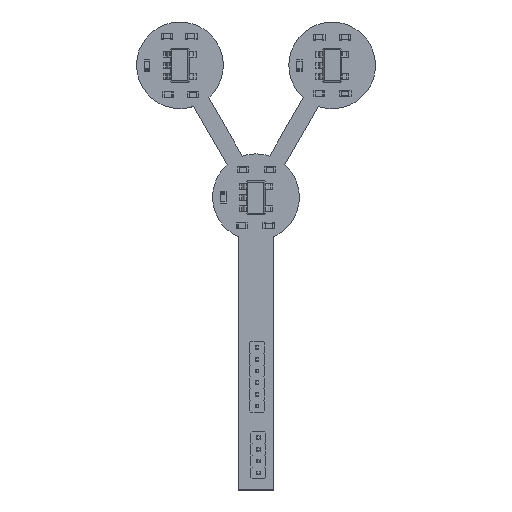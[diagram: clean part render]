
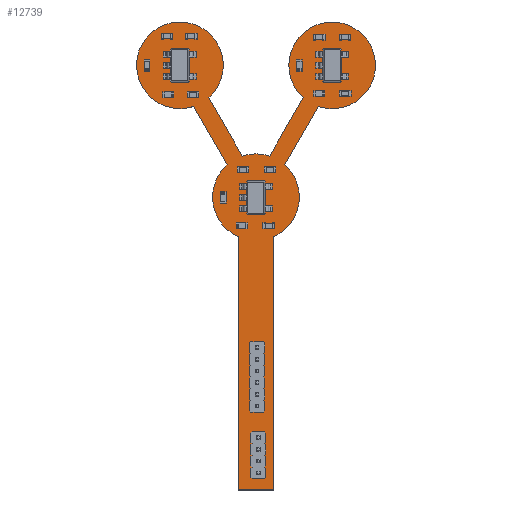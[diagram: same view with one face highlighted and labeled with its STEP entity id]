
A CAD part, top view. The second image highlights one B-rep face of the part: STEP entity #12739.
In plain terms, the highlighted planar face has unit normal (0, 0, 1).
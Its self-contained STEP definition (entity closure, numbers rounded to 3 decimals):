
#12415 = VERTEX_POINT('',#12416);
#12416 = CARTESIAN_POINT('',(150.539,-72.763,0.2));
#12422 = EDGE_CURVE('',#12415,#12423,#12425,.T.);
#12423 = VERTEX_POINT('',#12424);
#12424 = CARTESIAN_POINT('',(152.023,-73.571,0.2));
#12425 = CIRCLE('',#12426,3.702);
#12426 = AXIS2_PLACEMENT_3D('',#12427,#12428,#12429);
#12427 = CARTESIAN_POINT('',(153.005,-70.002,0.2));
#12428 = DIRECTION('',(0.,-0.,-1.));
#12429 = DIRECTION('',(-0.666,-0.746,0.));
#12457 = VERTEX_POINT('',#12458);
#12458 = CARTESIAN_POINT('',(147.662,-77.745,0.2));
#12464 = EDGE_CURVE('',#12457,#12415,#12465,.T.);
#12465 = LINE('',#12466,#12467);
#12466 = CARTESIAN_POINT('',(147.662,-77.745,0.2));
#12467 = VECTOR('',#12468,1.);
#12468 = DIRECTION('',(0.5,0.866,0.));
#12486 = EDGE_CURVE('',#12423,#12487,#12489,.T.);
#12487 = VERTEX_POINT('',#12488);
#12488 = CARTESIAN_POINT('',(151.838,-73.513,0.2));
#12489 = LINE('',#12490,#12491);
#12490 = CARTESIAN_POINT('',(152.023,-73.571,0.2));
#12491 = VECTOR('',#12492,1.);
#12492 = DIRECTION('',(-0.953,0.302,0.));
#12739 = ADVANCED_FACE('',(#12740,#12851,#12862,#12873,#12884,#12895,
    #12906,#12917,#12928,#12939,#12950),#12961,.T.);
#12740 = FACE_BOUND('',#12741,.T.);
#12741 = EDGE_LOOP('',(#12742,#12743,#12744,#12753,#12761,#12769,#12778,
    #12786,#12794,#12803,#12811,#12819,#12827,#12835,#12844,#12850));
#12742 = ORIENTED_EDGE('',*,*,#12422,.F.);
#12743 = ORIENTED_EDGE('',*,*,#12464,.F.);
#12744 = ORIENTED_EDGE('',*,*,#12745,.F.);
#12745 = EDGE_CURVE('',#12746,#12457,#12748,.T.);
#12746 = VERTEX_POINT('',#12747);
#12747 = CARTESIAN_POINT('',(145.338,-77.745,0.2));
#12748 = CIRCLE('',#12749,3.7);
#12749 = AXIS2_PLACEMENT_3D('',#12750,#12751,#12752);
#12750 = CARTESIAN_POINT('',(146.5,-81.258,0.2));
#12751 = DIRECTION('',(0.,0.,-1.));
#12752 = DIRECTION('',(-0.314,0.949,0.));
#12753 = ORIENTED_EDGE('',*,*,#12754,.F.);
#12754 = EDGE_CURVE('',#12755,#12746,#12757,.T.);
#12755 = VERTEX_POINT('',#12756);
#12756 = CARTESIAN_POINT('',(142.461,-72.763,0.2));
#12757 = LINE('',#12758,#12759);
#12758 = CARTESIAN_POINT('',(142.461,-72.763,0.2));
#12759 = VECTOR('',#12760,1.);
#12760 = DIRECTION('',(0.5,-0.866,0.));
#12761 = ORIENTED_EDGE('',*,*,#12762,.F.);
#12762 = EDGE_CURVE('',#12763,#12755,#12765,.T.);
#12763 = VERTEX_POINT('',#12764);
#12764 = CARTESIAN_POINT('',(142.604,-72.632,0.2));
#12765 = LINE('',#12766,#12767);
#12766 = CARTESIAN_POINT('',(142.604,-72.632,0.2));
#12767 = VECTOR('',#12768,1.);
#12768 = DIRECTION('',(-0.738,-0.675,0.));
#12769 = ORIENTED_EDGE('',*,*,#12770,.F.);
#12770 = EDGE_CURVE('',#12771,#12763,#12773,.T.);
#12771 = VERTEX_POINT('',#12772);
#12772 = CARTESIAN_POINT('',(141.162,-73.513,0.2));
#12773 = CIRCLE('',#12774,3.702);
#12774 = AXIS2_PLACEMENT_3D('',#12775,#12776,#12777);
#12775 = CARTESIAN_POINT('',(140.005,-69.996,0.2));
#12776 = DIRECTION('',(0.,0.,-1.));
#12777 = DIRECTION('',(0.313,-0.95,0.));
#12778 = ORIENTED_EDGE('',*,*,#12779,.F.);
#12779 = EDGE_CURVE('',#12780,#12771,#12782,.T.);
#12780 = VERTEX_POINT('',#12781);
#12781 = CARTESIAN_POINT('',(144.039,-78.495,0.2));
#12782 = LINE('',#12783,#12784);
#12783 = CARTESIAN_POINT('',(144.039,-78.495,0.2));
#12784 = VECTOR('',#12785,1.);
#12785 = DIRECTION('',(-0.5,0.866,0.));
#12786 = ORIENTED_EDGE('',*,*,#12787,.F.);
#12787 = EDGE_CURVE('',#12788,#12780,#12790,.T.);
#12788 = VERTEX_POINT('',#12789);
#12789 = CARTESIAN_POINT('',(143.895,-78.626,0.2));
#12790 = LINE('',#12791,#12792);
#12791 = CARTESIAN_POINT('',(143.895,-78.626,0.2));
#12792 = VECTOR('',#12793,1.);
#12793 = DIRECTION('',(0.738,0.675,0.));
#12794 = ORIENTED_EDGE('',*,*,#12795,.F.);
#12795 = EDGE_CURVE('',#12796,#12788,#12798,.T.);
#12796 = VERTEX_POINT('',#12797);
#12797 = CARTESIAN_POINT('',(145.,-84.64,0.2));
#12798 = CIRCLE('',#12799,3.7);
#12799 = AXIS2_PLACEMENT_3D('',#12800,#12801,#12802);
#12800 = CARTESIAN_POINT('',(146.497,-81.257,0.2));
#12801 = DIRECTION('',(0.,0.,-1.));
#12802 = DIRECTION('',(-0.405,-0.915,-0.));
#12803 = ORIENTED_EDGE('',*,*,#12804,.F.);
#12804 = EDGE_CURVE('',#12805,#12796,#12807,.T.);
#12805 = VERTEX_POINT('',#12806);
#12806 = CARTESIAN_POINT('',(145.,-106.258,0.2));
#12807 = LINE('',#12808,#12809);
#12808 = CARTESIAN_POINT('',(145.,-106.258,0.2));
#12809 = VECTOR('',#12810,1.);
#12810 = DIRECTION('',(0.,1.,0.));
#12811 = ORIENTED_EDGE('',*,*,#12812,.F.);
#12812 = EDGE_CURVE('',#12813,#12805,#12815,.T.);
#12813 = VERTEX_POINT('',#12814);
#12814 = CARTESIAN_POINT('',(148.,-106.258,0.2));
#12815 = LINE('',#12816,#12817);
#12816 = CARTESIAN_POINT('',(148.,-106.258,0.2));
#12817 = VECTOR('',#12818,1.);
#12818 = DIRECTION('',(-1.,0.,0.));
#12819 = ORIENTED_EDGE('',*,*,#12820,.F.);
#12820 = EDGE_CURVE('',#12821,#12813,#12823,.T.);
#12821 = VERTEX_POINT('',#12822);
#12822 = CARTESIAN_POINT('',(148.,-84.64,0.2));
#12823 = LINE('',#12824,#12825);
#12824 = CARTESIAN_POINT('',(148.,-84.64,0.2));
#12825 = VECTOR('',#12826,1.);
#12826 = DIRECTION('',(0.,-1.,0.));
#12827 = ORIENTED_EDGE('',*,*,#12828,.F.);
#12828 = EDGE_CURVE('',#12829,#12821,#12831,.T.);
#12829 = VERTEX_POINT('',#12830);
#12830 = CARTESIAN_POINT('',(148.177,-84.559,0.2));
#12831 = LINE('',#12832,#12833);
#12832 = CARTESIAN_POINT('',(148.177,-84.559,0.2));
#12833 = VECTOR('',#12834,1.);
#12834 = DIRECTION('',(-0.909,-0.417,0.));
#12835 = ORIENTED_EDGE('',*,*,#12836,.F.);
#12836 = EDGE_CURVE('',#12837,#12829,#12839,.T.);
#12837 = VERTEX_POINT('',#12838);
#12838 = CARTESIAN_POINT('',(148.961,-78.495,0.2));
#12839 = CIRCLE('',#12840,3.7);
#12840 = AXIS2_PLACEMENT_3D('',#12841,#12842,#12843);
#12841 = CARTESIAN_POINT('',(146.503,-81.26,0.2));
#12842 = DIRECTION('',(0.,0.,-1.));
#12843 = DIRECTION('',(0.664,0.747,0.));
#12844 = ORIENTED_EDGE('',*,*,#12845,.F.);
#12845 = EDGE_CURVE('',#12487,#12837,#12846,.T.);
#12846 = LINE('',#12847,#12848);
#12847 = CARTESIAN_POINT('',(151.838,-73.513,0.2));
#12848 = VECTOR('',#12849,1.);
#12849 = DIRECTION('',(-0.5,-0.866,0.));
#12850 = ORIENTED_EDGE('',*,*,#12486,.F.);
#12851 = FACE_BOUND('',#12852,.T.);
#12852 = EDGE_LOOP('',(#12853));
#12853 = ORIENTED_EDGE('',*,*,#12854,.T.);
#12854 = EDGE_CURVE('',#12855,#12855,#12857,.T.);
#12855 = VERTEX_POINT('',#12856);
#12856 = CARTESIAN_POINT('',(146.7,-105.05,0.2));
#12857 = CIRCLE('',#12858,0.25);
#12858 = AXIS2_PLACEMENT_3D('',#12859,#12860,#12861);
#12859 = CARTESIAN_POINT('',(146.7,-104.8,0.2));
#12860 = DIRECTION('',(-0.,0.,-1.));
#12861 = DIRECTION('',(-0.,-1.,0.));
#12862 = FACE_BOUND('',#12863,.T.);
#12863 = EDGE_LOOP('',(#12864));
#12864 = ORIENTED_EDGE('',*,*,#12865,.T.);
#12865 = EDGE_CURVE('',#12866,#12866,#12868,.T.);
#12866 = VERTEX_POINT('',#12867);
#12867 = CARTESIAN_POINT('',(146.7,-104.05,0.2));
#12868 = CIRCLE('',#12869,0.25);
#12869 = AXIS2_PLACEMENT_3D('',#12870,#12871,#12872);
#12870 = CARTESIAN_POINT('',(146.7,-103.8,0.2));
#12871 = DIRECTION('',(-0.,0.,-1.));
#12872 = DIRECTION('',(-0.,-1.,0.));
#12873 = FACE_BOUND('',#12874,.T.);
#12874 = EDGE_LOOP('',(#12875));
#12875 = ORIENTED_EDGE('',*,*,#12876,.T.);
#12876 = EDGE_CURVE('',#12877,#12877,#12879,.T.);
#12877 = VERTEX_POINT('',#12878);
#12878 = CARTESIAN_POINT('',(146.7,-103.05,0.2));
#12879 = CIRCLE('',#12880,0.25);
#12880 = AXIS2_PLACEMENT_3D('',#12881,#12882,#12883);
#12881 = CARTESIAN_POINT('',(146.7,-102.8,0.2));
#12882 = DIRECTION('',(-0.,0.,-1.));
#12883 = DIRECTION('',(-0.,-1.,0.));
#12884 = FACE_BOUND('',#12885,.T.);
#12885 = EDGE_LOOP('',(#12886));
#12886 = ORIENTED_EDGE('',*,*,#12887,.T.);
#12887 = EDGE_CURVE('',#12888,#12888,#12890,.T.);
#12888 = VERTEX_POINT('',#12889);
#12889 = CARTESIAN_POINT('',(146.7,-102.05,0.2));
#12890 = CIRCLE('',#12891,0.25);
#12891 = AXIS2_PLACEMENT_3D('',#12892,#12893,#12894);
#12892 = CARTESIAN_POINT('',(146.7,-101.8,0.2));
#12893 = DIRECTION('',(-0.,0.,-1.));
#12894 = DIRECTION('',(-0.,-1.,0.));
#12895 = FACE_BOUND('',#12896,.T.);
#12896 = EDGE_LOOP('',(#12897));
#12897 = ORIENTED_EDGE('',*,*,#12898,.T.);
#12898 = EDGE_CURVE('',#12899,#12899,#12901,.T.);
#12899 = VERTEX_POINT('',#12900);
#12900 = CARTESIAN_POINT('',(146.6,-99.35,0.2));
#12901 = CIRCLE('',#12902,0.25);
#12902 = AXIS2_PLACEMENT_3D('',#12903,#12904,#12905);
#12903 = CARTESIAN_POINT('',(146.6,-99.1,0.2));
#12904 = DIRECTION('',(-0.,0.,-1.));
#12905 = DIRECTION('',(-0.,-1.,0.));
#12906 = FACE_BOUND('',#12907,.T.);
#12907 = EDGE_LOOP('',(#12908));
#12908 = ORIENTED_EDGE('',*,*,#12909,.T.);
#12909 = EDGE_CURVE('',#12910,#12910,#12912,.T.);
#12910 = VERTEX_POINT('',#12911);
#12911 = CARTESIAN_POINT('',(146.6,-98.35,0.2));
#12912 = CIRCLE('',#12913,0.25);
#12913 = AXIS2_PLACEMENT_3D('',#12914,#12915,#12916);
#12914 = CARTESIAN_POINT('',(146.6,-98.1,0.2));
#12915 = DIRECTION('',(-0.,0.,-1.));
#12916 = DIRECTION('',(-0.,-1.,0.));
#12917 = FACE_BOUND('',#12918,.T.);
#12918 = EDGE_LOOP('',(#12919));
#12919 = ORIENTED_EDGE('',*,*,#12920,.T.);
#12920 = EDGE_CURVE('',#12921,#12921,#12923,.T.);
#12921 = VERTEX_POINT('',#12922);
#12922 = CARTESIAN_POINT('',(146.6,-97.35,0.2));
#12923 = CIRCLE('',#12924,0.25);
#12924 = AXIS2_PLACEMENT_3D('',#12925,#12926,#12927);
#12925 = CARTESIAN_POINT('',(146.6,-97.1,0.2));
#12926 = DIRECTION('',(-0.,0.,-1.));
#12927 = DIRECTION('',(-0.,-1.,0.));
#12928 = FACE_BOUND('',#12929,.T.);
#12929 = EDGE_LOOP('',(#12930));
#12930 = ORIENTED_EDGE('',*,*,#12931,.T.);
#12931 = EDGE_CURVE('',#12932,#12932,#12934,.T.);
#12932 = VERTEX_POINT('',#12933);
#12933 = CARTESIAN_POINT('',(146.6,-96.35,0.2));
#12934 = CIRCLE('',#12935,0.25);
#12935 = AXIS2_PLACEMENT_3D('',#12936,#12937,#12938);
#12936 = CARTESIAN_POINT('',(146.6,-96.1,0.2));
#12937 = DIRECTION('',(-0.,0.,-1.));
#12938 = DIRECTION('',(-0.,-1.,0.));
#12939 = FACE_BOUND('',#12940,.T.);
#12940 = EDGE_LOOP('',(#12941));
#12941 = ORIENTED_EDGE('',*,*,#12942,.T.);
#12942 = EDGE_CURVE('',#12943,#12943,#12945,.T.);
#12943 = VERTEX_POINT('',#12944);
#12944 = CARTESIAN_POINT('',(146.6,-95.35,0.2));
#12945 = CIRCLE('',#12946,0.25);
#12946 = AXIS2_PLACEMENT_3D('',#12947,#12948,#12949);
#12947 = CARTESIAN_POINT('',(146.6,-95.1,0.2));
#12948 = DIRECTION('',(-0.,0.,-1.));
#12949 = DIRECTION('',(-0.,-1.,0.));
#12950 = FACE_BOUND('',#12951,.T.);
#12951 = EDGE_LOOP('',(#12952));
#12952 = ORIENTED_EDGE('',*,*,#12953,.T.);
#12953 = EDGE_CURVE('',#12954,#12954,#12956,.T.);
#12954 = VERTEX_POINT('',#12955);
#12955 = CARTESIAN_POINT('',(146.6,-94.35,0.2));
#12956 = CIRCLE('',#12957,0.25);
#12957 = AXIS2_PLACEMENT_3D('',#12958,#12959,#12960);
#12958 = CARTESIAN_POINT('',(146.6,-94.1,0.2));
#12959 = DIRECTION('',(-0.,0.,-1.));
#12960 = DIRECTION('',(-0.,-1.,0.));
#12961 = PLANE('',#12962);
#12962 = AXIS2_PLACEMENT_3D('',#12963,#12964,#12965);
#12963 = CARTESIAN_POINT('',(0.,0.,0.2));
#12964 = DIRECTION('',(0.,0.,1.));
#12965 = DIRECTION('',(1.,0.,-0.));
